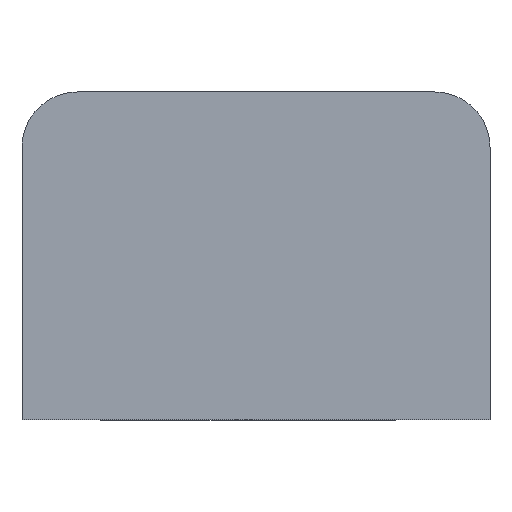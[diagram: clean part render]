
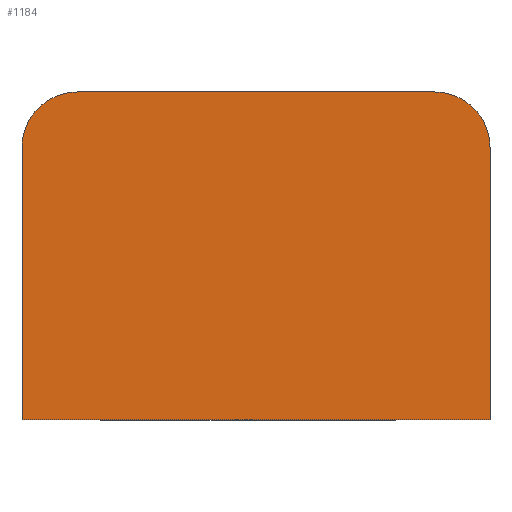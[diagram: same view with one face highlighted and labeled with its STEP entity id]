
A CAD part, top view. The second image highlights one B-rep face of the part: STEP entity #1184.
In plain terms, the highlighted planar face has unit normal (0, 0, 1).
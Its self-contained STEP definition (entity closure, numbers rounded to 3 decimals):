
#263 = PLANE('',#264);
#264 = AXIS2_PLACEMENT_3D('',#265,#266,#267);
#265 = CARTESIAN_POINT('',(-6.35,4.445,0.));
#266 = DIRECTION('',(0.,1.,0.));
#267 = DIRECTION('',(1.,0.,0.));
#317 = PLANE('',#318);
#318 = AXIS2_PLACEMENT_3D('',#319,#320,#321);
#319 = CARTESIAN_POINT('',(6.35,-4.445,0.));
#320 = DIRECTION('',(0.,-1.,0.));
#321 = DIRECTION('',(-1.,0.,0.));
#539 = VERTEX_POINT('',#540);
#540 = CARTESIAN_POINT('',(6.35,-4.445,6.35));
#554 = PLANE('',#555);
#555 = AXIS2_PLACEMENT_3D('',#556,#557,#558);
#556 = CARTESIAN_POINT('',(6.35,4.445,0.));
#557 = DIRECTION('',(1.,0.,0.));
#558 = DIRECTION('',(0.,-1.,0.));
#566 = EDGE_CURVE('',#539,#567,#569,.T.);
#567 = VERTEX_POINT('',#568);
#568 = CARTESIAN_POINT('',(-6.35,-4.445,6.35));
#569 = SURFACE_CURVE('',#570,(#574,#581),.PCURVE_S1.);
#570 = LINE('',#571,#572);
#571 = CARTESIAN_POINT('',(6.35,-4.445,6.35));
#572 = VECTOR('',#573,1.);
#573 = DIRECTION('',(-1.,0.,0.));
#574 = PCURVE('',#317,#575);
#575 = DEFINITIONAL_REPRESENTATION('',(#576),#580);
#576 = LINE('',#577,#578);
#577 = CARTESIAN_POINT('',(0.,-6.35));
#578 = VECTOR('',#579,1.);
#579 = DIRECTION('',(1.,0.));
#580 = ( GEOMETRIC_REPRESENTATION_CONTEXT(2) 
PARAMETRIC_REPRESENTATION_CONTEXT() REPRESENTATION_CONTEXT('2D SPACE',''
  ) );
#581 = PCURVE('',#582,#587);
#582 = PLANE('',#583);
#583 = AXIS2_PLACEMENT_3D('',#584,#585,#586);
#584 = CARTESIAN_POINT('',(0.,0.,6.35));
#585 = DIRECTION('',(-0.,-0.,-1.));
#586 = DIRECTION('',(-1.,0.,0.));
#587 = DEFINITIONAL_REPRESENTATION('',(#588),#592);
#588 = LINE('',#589,#590);
#589 = CARTESIAN_POINT('',(-6.35,-4.445));
#590 = VECTOR('',#591,1.);
#591 = DIRECTION('',(1.,0.));
#592 = ( GEOMETRIC_REPRESENTATION_CONTEXT(2) 
PARAMETRIC_REPRESENTATION_CONTEXT() REPRESENTATION_CONTEXT('2D SPACE',''
  ) );
#610 = PLANE('',#611);
#611 = AXIS2_PLACEMENT_3D('',#612,#613,#614);
#612 = CARTESIAN_POINT('',(-6.35,-4.445,0.));
#613 = DIRECTION('',(-1.,0.,0.));
#614 = DIRECTION('',(0.,1.,0.));
#693 = VERTEX_POINT('',#694);
#694 = CARTESIAN_POINT('',(-4.85,4.445,6.35));
#708 = CYLINDRICAL_SURFACE('',#709,1.5);
#709 = AXIS2_PLACEMENT_3D('',#710,#711,#712);
#710 = CARTESIAN_POINT('',(-4.85,2.945,1.));
#711 = DIRECTION('',(0.,0.,1.));
#712 = DIRECTION('',(0.,1.,0.));
#720 = EDGE_CURVE('',#693,#721,#723,.T.);
#721 = VERTEX_POINT('',#722);
#722 = CARTESIAN_POINT('',(4.85,4.445,6.35));
#723 = SURFACE_CURVE('',#724,(#728,#735),.PCURVE_S1.);
#724 = LINE('',#725,#726);
#725 = CARTESIAN_POINT('',(-6.35,4.445,6.35));
#726 = VECTOR('',#727,1.);
#727 = DIRECTION('',(1.,0.,0.));
#728 = PCURVE('',#263,#729);
#729 = DEFINITIONAL_REPRESENTATION('',(#730),#734);
#730 = LINE('',#731,#732);
#731 = CARTESIAN_POINT('',(0.,-6.35));
#732 = VECTOR('',#733,1.);
#733 = DIRECTION('',(1.,0.));
#734 = ( GEOMETRIC_REPRESENTATION_CONTEXT(2) 
PARAMETRIC_REPRESENTATION_CONTEXT() REPRESENTATION_CONTEXT('2D SPACE',''
  ) );
#735 = PCURVE('',#582,#736);
#736 = DEFINITIONAL_REPRESENTATION('',(#737),#741);
#737 = LINE('',#738,#739);
#738 = CARTESIAN_POINT('',(6.35,4.445));
#739 = VECTOR('',#740,1.);
#740 = DIRECTION('',(-1.,0.));
#741 = ( GEOMETRIC_REPRESENTATION_CONTEXT(2) 
PARAMETRIC_REPRESENTATION_CONTEXT() REPRESENTATION_CONTEXT('2D SPACE',''
  ) );
#759 = CYLINDRICAL_SURFACE('',#760,1.5);
#760 = AXIS2_PLACEMENT_3D('',#761,#762,#763);
#761 = CARTESIAN_POINT('',(4.85,2.945,1.));
#762 = DIRECTION('',(0.,0.,1.));
#763 = DIRECTION('',(0.,1.,0.));
#1141 = EDGE_CURVE('',#567,#1142,#1144,.T.);
#1142 = VERTEX_POINT('',#1143);
#1143 = CARTESIAN_POINT('',(-6.35,2.945,6.35));
#1144 = SURFACE_CURVE('',#1145,(#1149,#1156),.PCURVE_S1.);
#1145 = LINE('',#1146,#1147);
#1146 = CARTESIAN_POINT('',(-6.35,-4.445,6.35));
#1147 = VECTOR('',#1148,1.);
#1148 = DIRECTION('',(0.,1.,0.));
#1149 = PCURVE('',#610,#1150);
#1150 = DEFINITIONAL_REPRESENTATION('',(#1151),#1155);
#1151 = LINE('',#1152,#1153);
#1152 = CARTESIAN_POINT('',(0.,-6.35));
#1153 = VECTOR('',#1154,1.);
#1154 = DIRECTION('',(1.,0.));
#1155 = ( GEOMETRIC_REPRESENTATION_CONTEXT(2) 
PARAMETRIC_REPRESENTATION_CONTEXT() REPRESENTATION_CONTEXT('2D SPACE',''
  ) );
#1156 = PCURVE('',#582,#1157);
#1157 = DEFINITIONAL_REPRESENTATION('',(#1158),#1162);
#1158 = LINE('',#1159,#1160);
#1159 = CARTESIAN_POINT('',(6.35,-4.445));
#1160 = VECTOR('',#1161,1.);
#1161 = DIRECTION('',(0.,1.));
#1162 = ( GEOMETRIC_REPRESENTATION_CONTEXT(2) 
PARAMETRIC_REPRESENTATION_CONTEXT() REPRESENTATION_CONTEXT('2D SPACE',''
  ) );
#1184 = ADVANCED_FACE('',(#1185),#582,.F.);
#1185 = FACE_BOUND('',#1186,.F.);
#1186 = EDGE_LOOP('',(#1187,#1188,#1212,#1233,#1234,#1235));
#1187 = ORIENTED_EDGE('',*,*,#720,.T.);
#1188 = ORIENTED_EDGE('',*,*,#1189,.T.);
#1189 = EDGE_CURVE('',#721,#1190,#1192,.T.);
#1190 = VERTEX_POINT('',#1191);
#1191 = CARTESIAN_POINT('',(6.35,2.945,6.35));
#1192 = SURFACE_CURVE('',#1193,(#1198,#1205),.PCURVE_S1.);
#1193 = CIRCLE('',#1194,1.5);
#1194 = AXIS2_PLACEMENT_3D('',#1195,#1196,#1197);
#1195 = CARTESIAN_POINT('',(4.85,2.945,6.35));
#1196 = DIRECTION('',(-0.,-0.,-1.));
#1197 = DIRECTION('',(0.,-1.,0.));
#1198 = PCURVE('',#582,#1199);
#1199 = DEFINITIONAL_REPRESENTATION('',(#1200),#1204);
#1200 = CIRCLE('',#1201,1.5);
#1201 = AXIS2_PLACEMENT_2D('',#1202,#1203);
#1202 = CARTESIAN_POINT('',(-4.85,2.945));
#1203 = DIRECTION('',(0.,-1.));
#1204 = ( GEOMETRIC_REPRESENTATION_CONTEXT(2) 
PARAMETRIC_REPRESENTATION_CONTEXT() REPRESENTATION_CONTEXT('2D SPACE',''
  ) );
#1205 = PCURVE('',#759,#1206);
#1206 = DEFINITIONAL_REPRESENTATION('',(#1207),#1211);
#1207 = LINE('',#1208,#1209);
#1208 = CARTESIAN_POINT('',(3.142,5.35));
#1209 = VECTOR('',#1210,1.);
#1210 = DIRECTION('',(-1.,0.));
#1211 = ( GEOMETRIC_REPRESENTATION_CONTEXT(2) 
PARAMETRIC_REPRESENTATION_CONTEXT() REPRESENTATION_CONTEXT('2D SPACE',''
  ) );
#1212 = ORIENTED_EDGE('',*,*,#1213,.T.);
#1213 = EDGE_CURVE('',#1190,#539,#1214,.T.);
#1214 = SURFACE_CURVE('',#1215,(#1219,#1226),.PCURVE_S1.);
#1215 = LINE('',#1216,#1217);
#1216 = CARTESIAN_POINT('',(6.35,4.445,6.35));
#1217 = VECTOR('',#1218,1.);
#1218 = DIRECTION('',(0.,-1.,0.));
#1219 = PCURVE('',#582,#1220);
#1220 = DEFINITIONAL_REPRESENTATION('',(#1221),#1225);
#1221 = LINE('',#1222,#1223);
#1222 = CARTESIAN_POINT('',(-6.35,4.445));
#1223 = VECTOR('',#1224,1.);
#1224 = DIRECTION('',(0.,-1.));
#1225 = ( GEOMETRIC_REPRESENTATION_CONTEXT(2) 
PARAMETRIC_REPRESENTATION_CONTEXT() REPRESENTATION_CONTEXT('2D SPACE',''
  ) );
#1226 = PCURVE('',#554,#1227);
#1227 = DEFINITIONAL_REPRESENTATION('',(#1228),#1232);
#1228 = LINE('',#1229,#1230);
#1229 = CARTESIAN_POINT('',(0.,-6.35));
#1230 = VECTOR('',#1231,1.);
#1231 = DIRECTION('',(1.,0.));
#1232 = ( GEOMETRIC_REPRESENTATION_CONTEXT(2) 
PARAMETRIC_REPRESENTATION_CONTEXT() REPRESENTATION_CONTEXT('2D SPACE',''
  ) );
#1233 = ORIENTED_EDGE('',*,*,#566,.T.);
#1234 = ORIENTED_EDGE('',*,*,#1141,.T.);
#1235 = ORIENTED_EDGE('',*,*,#1236,.F.);
#1236 = EDGE_CURVE('',#693,#1142,#1237,.T.);
#1237 = SURFACE_CURVE('',#1238,(#1243,#1254),.PCURVE_S1.);
#1238 = CIRCLE('',#1239,1.5);
#1239 = AXIS2_PLACEMENT_3D('',#1240,#1241,#1242);
#1240 = CARTESIAN_POINT('',(-4.85,2.945,6.35));
#1241 = DIRECTION('',(-0.,0.,1.));
#1242 = DIRECTION('',(0.,-1.,0.));
#1243 = PCURVE('',#582,#1244);
#1244 = DEFINITIONAL_REPRESENTATION('',(#1245),#1253);
#1245 = ( BOUNDED_CURVE() B_SPLINE_CURVE(2,(#1246,#1247,#1248,#1249,
#1250,#1251,#1252),.UNSPECIFIED.,.T.,.F.) B_SPLINE_CURVE_WITH_KNOTS((1,2
    ,2,2,2,1),(-2.094,0.,2.094,4.189,
6.283,8.378),.UNSPECIFIED.) CURVE() 
GEOMETRIC_REPRESENTATION_ITEM() RATIONAL_B_SPLINE_CURVE((1.,0.5,1.,0.5,
1.,0.5,1.)) REPRESENTATION_ITEM('') );
#1246 = CARTESIAN_POINT('',(4.85,1.445));
#1247 = CARTESIAN_POINT('',(2.252,1.445));
#1248 = CARTESIAN_POINT('',(3.551,3.695));
#1249 = CARTESIAN_POINT('',(4.85,5.945));
#1250 = CARTESIAN_POINT('',(6.149,3.695));
#1251 = CARTESIAN_POINT('',(7.448,1.445));
#1252 = CARTESIAN_POINT('',(4.85,1.445));
#1253 = ( GEOMETRIC_REPRESENTATION_CONTEXT(2) 
PARAMETRIC_REPRESENTATION_CONTEXT() REPRESENTATION_CONTEXT('2D SPACE',''
  ) );
#1254 = PCURVE('',#708,#1255);
#1255 = DEFINITIONAL_REPRESENTATION('',(#1256),#1260);
#1256 = LINE('',#1257,#1258);
#1257 = CARTESIAN_POINT('',(-3.142,5.35));
#1258 = VECTOR('',#1259,1.);
#1259 = DIRECTION('',(1.,0.));
#1260 = ( GEOMETRIC_REPRESENTATION_CONTEXT(2) 
PARAMETRIC_REPRESENTATION_CONTEXT() REPRESENTATION_CONTEXT('2D SPACE',''
  ) );
